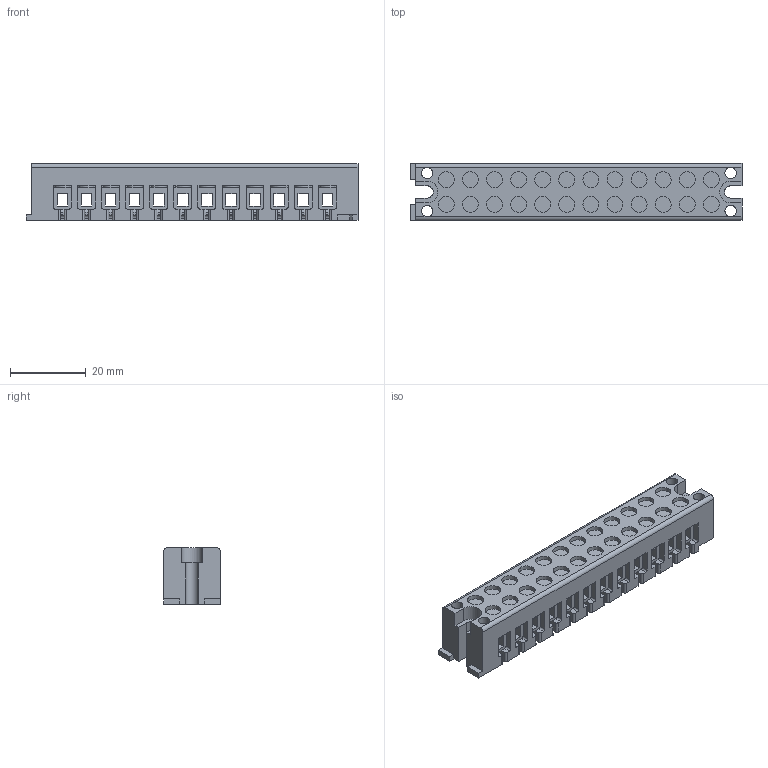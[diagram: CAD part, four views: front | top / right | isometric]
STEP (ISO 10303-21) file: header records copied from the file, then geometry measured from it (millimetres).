
FILE_DESCRIPTION(('CATIA V5R20 STEP214'),'2;1');
FILE_NAME ('5971823_2', '2014-07-18T09:05:22+00:00', ('Weidmueller Interface'), ('Weidmueller'), 'CATIA Version 5 Release 20 SP 5 (IN-10)', 'CATIA V5 STEP AP214', 'none');
FILE_SCHEMA(('AUTOMOTIVE_DESIGN { 1 0 10303 214 1 1 1 1 }'));
Length unit declared in the file: millimetre
Products named in the file (1): MK_2-12
Bounding box: 87.5 x 15 x 15 mm (x, y, z)
Volume: 14039.5 mm3; surface area: 10375.2 mm2
Topology: 1 solids, 1 shells, 522 faces, 1511 edges, 999 vertices
Faces by surface type: plane 314, cylinder 208
Entity records: 15889 total; most frequent: ORIENTED_EDGE 3022, CARTESIAN_POINT 2809, DIRECTION 2107, EDGE_CURVE 1511, VECTOR 1090, LINE 1090, VERTEX_POINT 999, AXIS2_PLACEMENT_3D 720
